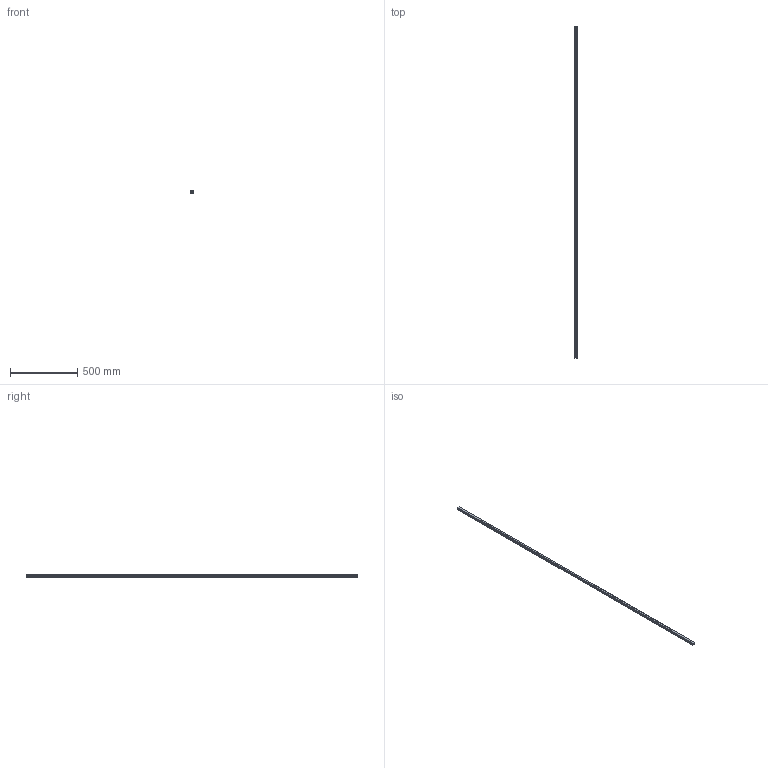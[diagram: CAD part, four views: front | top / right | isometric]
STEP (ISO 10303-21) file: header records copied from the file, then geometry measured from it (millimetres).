
FILE_DESCRIPTION(('STEP AP214'),'1');
FILE_NAME('cctmp_524F946F-BCCD-4ED2-9B6F-A548698EAC49_2021_01_22_13_30_04_0407..stp','2021-01-22T12:30:04',('HIWIN GmbH'),('CADClick - www.CADClick.com'),'Spatial InterOp 3D',' ','unknown authorization');
FILE_SCHEMA(('AUTOMOTIVE_DESIGN'));
Length unit declared in the file: millimetre
Products named in the file (1): HGR20T2460C_FILE
Bounding box: 20 x 2460 x 17.5 mm (x, y, z)
Volume: 726565.7 mm3; surface area: 196167 mm2
Topology: 1 solids, 1 shells, 271 faces, 713 edges, 407 vertices
Faces by surface type: cylinder 104, plane 85, cone 82
Entity records: 9897 total; most frequent: DIRECTION 1383, CARTESIAN_POINT 1310, ORIENTED_EDGE 1262, EDGE_CURVE 631, AXIS2_PLACEMENT_3D 480, LINE 423, VECTOR 423, VERTEX_POINT 407
